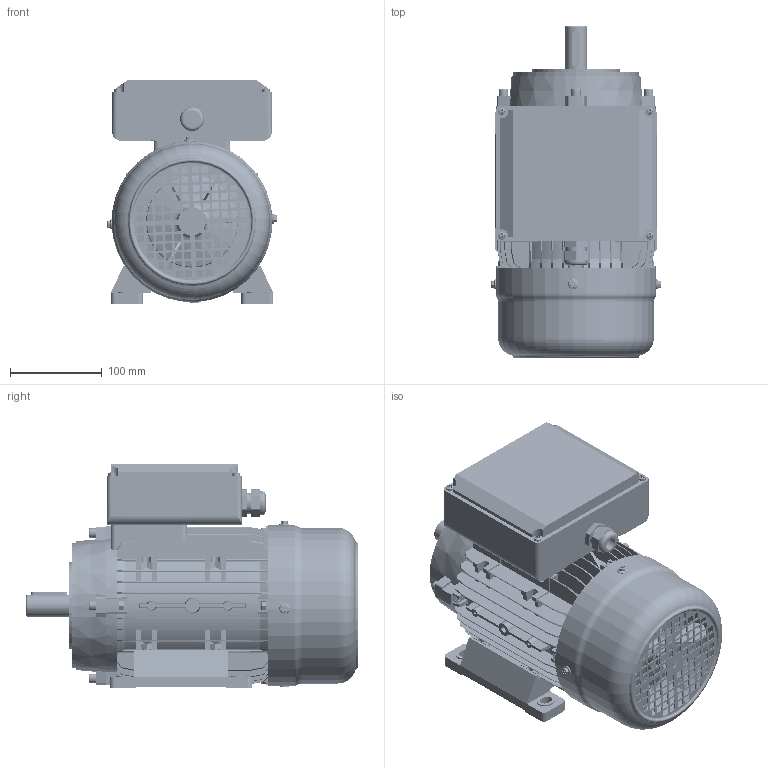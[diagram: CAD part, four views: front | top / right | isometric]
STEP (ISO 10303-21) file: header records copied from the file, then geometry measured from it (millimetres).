
FILE_DESCRIPTION (( 'STEP AP203' ), '1' );
FILE_NAME ('ML 90 LB B34.STEP', '2022-11-25T02:46:32', ( 'Sky123.Org' ), ( 'Sky123.Org' ), 'SwSTEP 2.0', 'SolidWorks 2008', '' );
FILE_SCHEMA (( 'CONFIG_CONTROL_DESIGN' ));
Products named in the file (32): MY90L1-4转子_默认; 6204轴承_默认; Φ6_默认; M8螺母(无螺纹)_默认; M6X30内六角螺钉_默认; 80-100接线板_默认; AO90-4风叶_默认; 40-50μF_默认; ML90接线盒座_默认; ML90接线盒盖_默认; 90#双层风罩_默认; MS 90B14法兰端盖_默认; ML 90 LB B34; 机壳LB_默认; MS 90B3后端盖_默认; MY 90L1-4定子_默认; 6205轴承_默认; 90#油封(25×37×7)_默认; 80#油封(20×34×7)_默认; Φ20轴用挡圈(204)_默认; M6螺母(无螺纹)_默认; 90-8｡ﾁ40_ﾄｬﾈﾏ; 80-100座橡胶垫_默认; M20螺套1_默认; 底脚_默认; 90# M8｡ﾁ40_ﾄｬﾈﾏ; Φ8_默认; M5-14_默认; 150-500μF_默认; M4-14_默认; M4_默认; M4平头螺钉_默认
Assembly tree (71 placements, depth 2):
  ML 90 LB B34
    Φ8_默认  x4
    M8螺母(无螺纹)_默认  x4
    MS 90B3后端盖_默认
    M6X30内六角螺钉_默认  x8
    M6螺母(无螺纹)_默认  x7
    Φ6_默认  x8
    M20螺套1_默认
    ML90接线盒盖_默认
    M4-14_默认  x6
    M4_默认  x3
    80-100座橡胶垫_默认
    80#油封(20×34×7)_默认
    AO90-4风叶_默认
    底脚_默认  x2
    M4平头螺钉_默认
    MY90L1-4转子_默认
    MY 90L1-4定子_默认
    Φ20轴用挡圈(204)_默认
    90# M8｡ﾁ40_ﾄｬﾈﾏ  x4
    ML90接线盒座_默认
    150-500μF_默认
    机壳LB_默认
    MS 90B14法兰端盖_默认
    40-50μF_默认
    6205轴承_默认
    M5-14_默认  x4
    90#油封(25×37×7)_默认
    90#双层风罩_默认
    6204轴承_默认
    90-8｡ﾁ40_ﾄｬﾈﾏ
    80-100接线板_默认
Bounding box: 184.15 x 360.93 x 244.5 mm (x, y, z)
Volume: 4422761.2 mm3; surface area: 1285547 mm2
Topology: 71 solids, 71 shells, 5699 faces, 15494 edges, 10136 vertices
Faces by surface type: plane 2581, cylinder 2390, cone 336, bspline 204, torus 168, sphere 20
Entity records: 178671 total; most frequent: CARTESIAN_POINT 68063, ORIENTED_EDGE 22872, DIRECTION 21556, EDGE_CURVE 11436, AXIS2_PLACEMENT_3D 7690, VERTEX_POINT 7498, VECTOR 6176, LINE 6176
